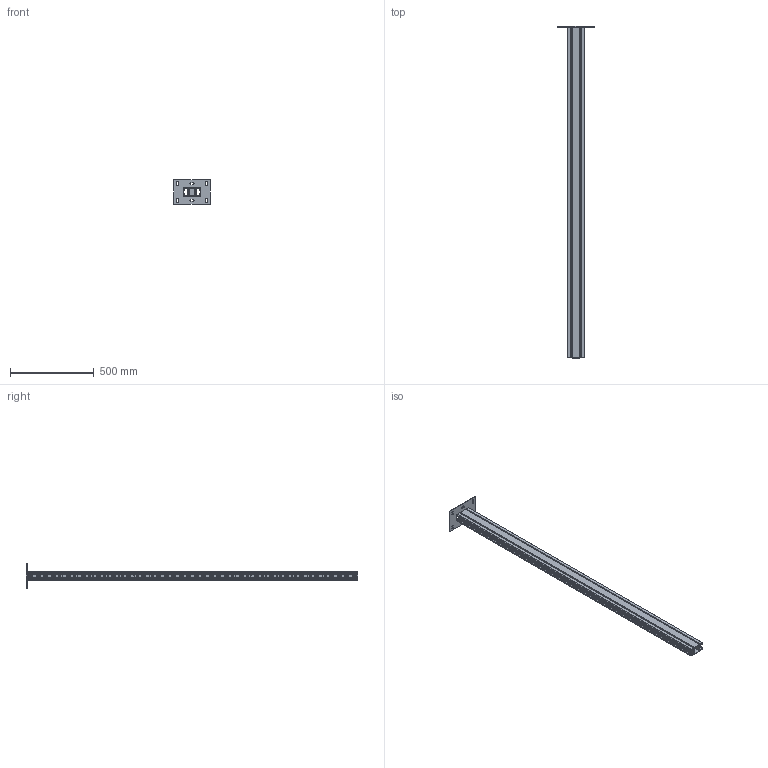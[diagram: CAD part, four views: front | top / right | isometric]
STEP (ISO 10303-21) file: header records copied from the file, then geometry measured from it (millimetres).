
FILE_DESCRIPTION (( 'STEP AP203' ), '1' );
FILE_NAME ('10-02-1432.STEP', '2013-05-02T11:51:03', ( 'asennus' ), ( '' ), 'SwSTEP 2.0', 'SolidWorks 2013', '' );
FILE_SCHEMA (( 'CONFIG_CONTROL_DESIGN' ));
Length unit declared in the file: millimetre
Products named in the file (1): 10-02-1432
Bounding box: 220 x 1986 x 149 mm (x, y, z)
Volume: 1813027 mm3; surface area: 1736705.6 mm2
Topology: 4 solids, 4 shells, 616 faces, 1728 edges, 1120 vertices
Faces by surface type: cylinder 320, plane 296
Entity records: 20383 total; most frequent: DIRECTION 3602, CARTESIAN_POINT 3465, ORIENTED_EDGE 3456, EDGE_CURVE 1728, AXIS2_PLACEMENT_3D 1257, VERTEX_POINT 1120, LINE 1088, VECTOR 1088
